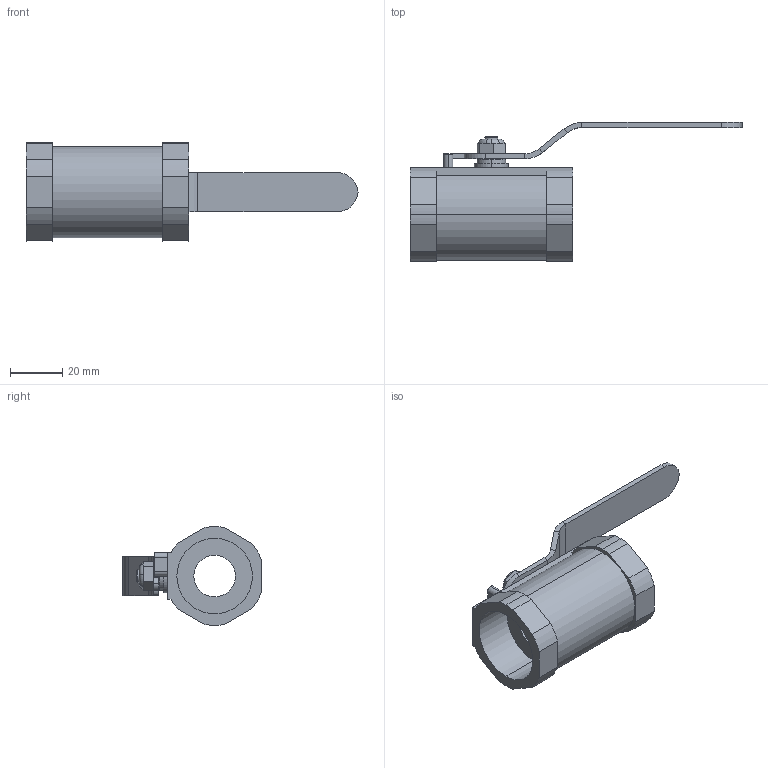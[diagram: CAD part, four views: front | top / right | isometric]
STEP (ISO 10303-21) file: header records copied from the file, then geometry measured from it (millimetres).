
FILE_DESCRIPTION (( 'STEP AP214' ), '1' );
FILE_NAME ('SCBV-Q601-16FA-30(G1).step', '2025-11-03T06:55:53', ( 'KTP' ), ( '' ), 'SwSTEP 2.0', 'SolidWorks 2021', '' );
FILE_SCHEMA (( 'AUTOMOTIVE_DESIGN' ));
Length unit declared in the file: millimetre
Products named in the file (1): SCBV-Q601-16FA-30(G1)
Bounding box: 127.48 x 53.4 x 37.96 mm (x, y, z)
Volume: 41598.7 mm3; surface area: 17914.5 mm2
Topology: 1 solids, 1 shells, 112 faces, 271 edges, 170 vertices
Faces by surface type: plane 57, cylinder 46, torus 7, cone 2
Entity records: 3378 total; most frequent: DIRECTION 612, CARTESIAN_POINT 554, ORIENTED_EDGE 542, EDGE_CURVE 271, AXIS2_PLACEMENT_3D 228, VERTEX_POINT 170, LINE 156, VECTOR 156
